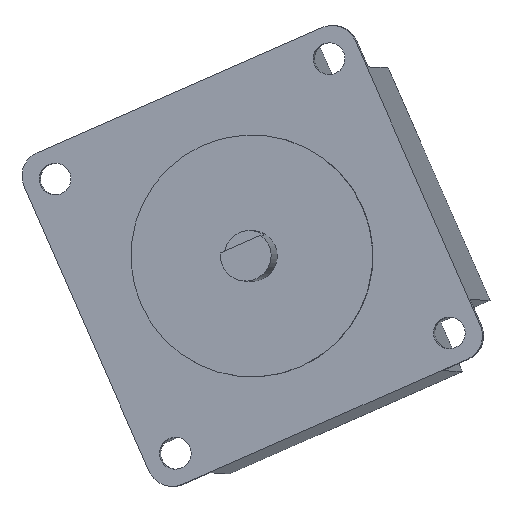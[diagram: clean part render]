
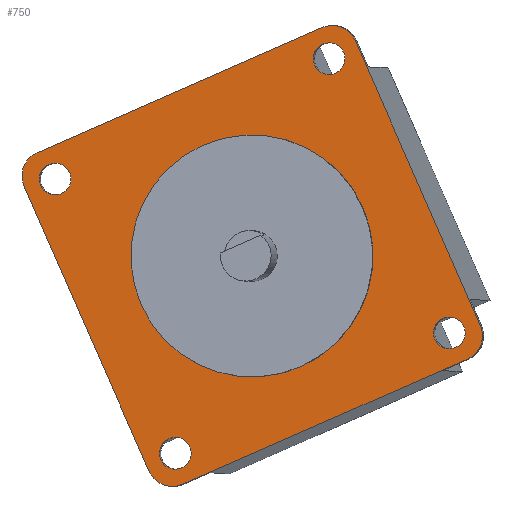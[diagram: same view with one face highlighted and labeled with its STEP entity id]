
A CAD part, top view. The second image highlights one B-rep face of the part: STEP entity #750.
In plain terms, the highlighted planar face has unit normal (-0.041, 0, 0.999).
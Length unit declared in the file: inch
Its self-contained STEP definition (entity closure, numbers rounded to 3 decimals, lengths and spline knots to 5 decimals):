
#15=FACE_BOUND('',#96,.T.);
#16=FACE_BOUND('',#97,.T.);
#17=FACE_BOUND('',#98,.T.);
#18=FACE_BOUND('',#99,.T.);
#19=FACE_BOUND('',#100,.T.);
#26=PLANE('',#836);
#58=FACE_OUTER_BOUND('',#95,.T.);
#95=EDGE_LOOP('',(#536,#537,#538,#539,#540,#541,#542,#543));
#96=EDGE_LOOP('',(#544,#545));
#97=EDGE_LOOP('',(#546,#547));
#98=EDGE_LOOP('',(#548,#549));
#99=EDGE_LOOP('',(#550,#551));
#100=EDGE_LOOP('',(#552,#553));
#144=LINE('',#1176,#211);
#145=LINE('',#1180,#212);
#146=LINE('',#1184,#213);
#147=LINE('',#1188,#214);
#211=VECTOR('',#963,39.37008);
#212=VECTOR('',#966,39.37008);
#213=VECTOR('',#969,39.37008);
#214=VECTOR('',#972,39.37008);
#277=CIRCLE('',#811,0.75);
#280=CIRCLE('',#814,0.75);
#283=CIRCLE('',#818,0.09843);
#284=CIRCLE('',#819,0.09843);
#287=CIRCLE('',#823,0.09843);
#288=CIRCLE('',#824,0.09843);
#291=CIRCLE('',#828,0.09843);
#292=CIRCLE('',#829,0.09843);
#294=CIRCLE('',#832,0.09843);
#295=CIRCLE('',#833,0.09843);
#297=CIRCLE('',#837,0.15748);
#298=CIRCLE('',#838,0.15748);
#299=CIRCLE('',#839,0.15748);
#300=CIRCLE('',#840,0.15748);
#319=VERTEX_POINT('',#1123);
#320=VERTEX_POINT('',#1124);
#325=VERTEX_POINT('',#1137);
#326=VERTEX_POINT('',#1139);
#329=VERTEX_POINT('',#1147);
#330=VERTEX_POINT('',#1149);
#333=VERTEX_POINT('',#1157);
#334=VERTEX_POINT('',#1159);
#337=VERTEX_POINT('',#1166);
#338=VERTEX_POINT('',#1168);
#339=VERTEX_POINT('',#1174);
#340=VERTEX_POINT('',#1175);
#341=VERTEX_POINT('',#1177);
#342=VERTEX_POINT('',#1179);
#343=VERTEX_POINT('',#1181);
#344=VERTEX_POINT('',#1183);
#345=VERTEX_POINT('',#1185);
#346=VERTEX_POINT('',#1187);
#395=EDGE_CURVE('',#319,#320,#277,.T.);
#399=EDGE_CURVE('',#320,#319,#280,.T.);
#403=EDGE_CURVE('',#325,#326,#283,.T.);
#404=EDGE_CURVE('',#326,#325,#284,.T.);
#408=EDGE_CURVE('',#329,#330,#287,.T.);
#409=EDGE_CURVE('',#330,#329,#288,.T.);
#413=EDGE_CURVE('',#333,#334,#291,.T.);
#414=EDGE_CURVE('',#334,#333,#292,.T.);
#417=EDGE_CURVE('',#337,#338,#294,.T.);
#418=EDGE_CURVE('',#338,#337,#295,.T.);
#420=EDGE_CURVE('',#339,#340,#144,.T.);
#421=EDGE_CURVE('',#340,#341,#297,.T.);
#422=EDGE_CURVE('',#341,#342,#145,.T.);
#423=EDGE_CURVE('',#342,#343,#298,.T.);
#424=EDGE_CURVE('',#344,#343,#146,.T.);
#425=EDGE_CURVE('',#344,#345,#299,.T.);
#426=EDGE_CURVE('',#346,#345,#147,.T.);
#427=EDGE_CURVE('',#346,#339,#300,.T.);
#536=ORIENTED_EDGE('',*,*,#420,.T.);
#537=ORIENTED_EDGE('',*,*,#421,.T.);
#538=ORIENTED_EDGE('',*,*,#422,.T.);
#539=ORIENTED_EDGE('',*,*,#423,.T.);
#540=ORIENTED_EDGE('',*,*,#424,.F.);
#541=ORIENTED_EDGE('',*,*,#425,.T.);
#542=ORIENTED_EDGE('',*,*,#426,.F.);
#543=ORIENTED_EDGE('',*,*,#427,.T.);
#544=ORIENTED_EDGE('',*,*,#418,.F.);
#545=ORIENTED_EDGE('',*,*,#417,.F.);
#546=ORIENTED_EDGE('',*,*,#414,.F.);
#547=ORIENTED_EDGE('',*,*,#413,.F.);
#548=ORIENTED_EDGE('',*,*,#409,.F.);
#549=ORIENTED_EDGE('',*,*,#408,.F.);
#550=ORIENTED_EDGE('',*,*,#404,.F.);
#551=ORIENTED_EDGE('',*,*,#403,.F.);
#552=ORIENTED_EDGE('',*,*,#395,.F.);
#553=ORIENTED_EDGE('',*,*,#399,.F.);
#750=ADVANCED_FACE('',(#58,#15,#16,#17,#18,#19),#26,.T.);
#811=AXIS2_PLACEMENT_3D('',#1125,#906,#907);
#814=AXIS2_PLACEMENT_3D('',#1131,#913,#914);
#818=AXIS2_PLACEMENT_3D('',#1140,#922,#923);
#819=AXIS2_PLACEMENT_3D('',#1141,#924,#925);
#823=AXIS2_PLACEMENT_3D('',#1150,#933,#934);
#824=AXIS2_PLACEMENT_3D('',#1151,#935,#936);
#828=AXIS2_PLACEMENT_3D('',#1160,#944,#945);
#829=AXIS2_PLACEMENT_3D('',#1161,#946,#947);
#832=AXIS2_PLACEMENT_3D('',#1169,#953,#954);
#833=AXIS2_PLACEMENT_3D('',#1170,#955,#956);
#836=AXIS2_PLACEMENT_3D('',#1173,#961,#962);
#837=AXIS2_PLACEMENT_3D('',#1178,#964,#965);
#838=AXIS2_PLACEMENT_3D('',#1182,#967,#968);
#839=AXIS2_PLACEMENT_3D('',#1186,#970,#971);
#840=AXIS2_PLACEMENT_3D('',#1189,#973,#974);
#906=DIRECTION('center_axis',(-0.041,0.,
0.999));
#907=DIRECTION('ref_axis',(0.915,0.402,0.037));
#913=DIRECTION('center_axis',(-0.041,0.,
0.999));
#914=DIRECTION('ref_axis',(0.915,0.402,0.037));
#922=DIRECTION('center_axis',(-0.041,0.,
0.999));
#923=DIRECTION('ref_axis',(0.915,0.402,0.037));
#924=DIRECTION('center_axis',(-0.041,0.,
0.999));
#925=DIRECTION('ref_axis',(0.915,0.402,0.037));
#933=DIRECTION('center_axis',(-0.041,0.,
0.999));
#934=DIRECTION('ref_axis',(0.915,0.402,0.037));
#935=DIRECTION('center_axis',(-0.041,0.,
0.999));
#936=DIRECTION('ref_axis',(0.915,0.402,0.037));
#944=DIRECTION('center_axis',(-0.041,0.,
0.999));
#945=DIRECTION('ref_axis',(0.915,0.402,0.037));
#946=DIRECTION('center_axis',(-0.041,0.,
0.999));
#947=DIRECTION('ref_axis',(0.915,0.402,0.037));
#953=DIRECTION('center_axis',(-0.041,0.,
0.999));
#954=DIRECTION('ref_axis',(0.915,0.402,0.037));
#955=DIRECTION('center_axis',(-0.041,0.,
0.999));
#956=DIRECTION('ref_axis',(0.915,0.402,0.037));
#961=DIRECTION('center_axis',(-0.041,0.,
0.999));
#962=DIRECTION('ref_axis',(0.915,0.402,0.037));
#963=DIRECTION('',(0.402,-0.916,0.016));
#964=DIRECTION('center_axis',(-0.041,0.,
0.999));
#965=DIRECTION('ref_axis',(0.915,0.402,0.037));
#966=DIRECTION('',(0.915,0.402,0.037));
#967=DIRECTION('center_axis',(-0.041,0.,
0.999));
#968=DIRECTION('ref_axis',(0.915,0.402,0.037));
#969=DIRECTION('',(0.402,-0.916,0.016));
#970=DIRECTION('center_axis',(-0.041,0.,
0.999));
#971=DIRECTION('ref_axis',(0.915,0.402,0.037));
#972=DIRECTION('',(0.915,0.402,0.037));
#973=DIRECTION('center_axis',(-0.041,0.,
0.999));
#974=DIRECTION('ref_axis',(0.915,0.402,0.037));
#1123=CARTESIAN_POINT('',(-0.49593,-5.44759,17.27136));
#1124=CARTESIAN_POINT('',(0.87646,-4.84473,17.32717));
#1125=CARTESIAN_POINT('Origin',(0.19027,-5.14616,17.29926));
#1131=CARTESIAN_POINT('Origin',(0.19027,-5.14616,17.29926));
#1137=CARTESIAN_POINT('',(-0.37615,-6.40838,17.27623));
#1139=CARTESIAN_POINT('',(-0.19604,-6.32926,17.28355));
#1140=CARTESIAN_POINT('Origin',(-0.28609,-6.36882,17.27989));
#1141=CARTESIAN_POINT('Origin',(-0.28609,-6.36882,17.27989));
#1147=CARTESIAN_POINT('',(-1.12144,-4.70896,17.24592));
#1149=CARTESIAN_POINT('',(-0.94133,-4.62985,17.25325));
#1150=CARTESIAN_POINT('Origin',(-1.03138,-4.66941,17.24958));
#1151=CARTESIAN_POINT('Origin',(-1.03138,-4.66941,17.24958));
#1157=CARTESIAN_POINT('',(0.57658,-3.96306,17.31497));
#1159=CARTESIAN_POINT('',(0.75668,-3.88394,17.3223));
#1160=CARTESIAN_POINT('Origin',(0.66663,-3.9235,17.31863));
#1161=CARTESIAN_POINT('Origin',(0.66663,-3.9235,17.31863));
#1166=CARTESIAN_POINT('',(1.32187,-5.66247,17.34528));
#1168=CARTESIAN_POINT('',(1.50197,-5.58336,17.3526));
#1169=CARTESIAN_POINT('Origin',(1.41192,-5.62292,17.34894));
#1170=CARTESIAN_POINT('Origin',(1.41192,-5.62292,17.34894));
#1173=CARTESIAN_POINT('Origin',(0.19027,-5.14616,17.29926));
#1174=CARTESIAN_POINT('',(-1.22367,-4.71389,17.24177));
#1175=CARTESIAN_POINT('',(-0.44897,-6.48036,17.27327));
#1176=CARTESIAN_POINT('',(-1.28691,-4.56969,17.23919));
#1177=CARTESIAN_POINT('',(-0.24165,-6.56127,17.2817));
#1178=CARTESIAN_POINT('Origin',(-0.30489,-6.41706,17.27913));
#1179=CARTESIAN_POINT('',(1.52336,-5.78593,17.35347));
#1180=CARTESIAN_POINT('',(-0.38573,-6.62456,17.27584));
#1181=CARTESIAN_POINT('',(1.6042,-5.57843,17.35676));
#1182=CARTESIAN_POINT('Origin',(1.46012,-5.64173,17.3509));
#1183=CARTESIAN_POINT('',(0.82951,-3.81197,17.32526));
#1184=CARTESIAN_POINT('',(0.76626,-3.66776,17.32269));
#1185=CARTESIAN_POINT('',(0.62218,-3.73106,17.31683));
#1186=CARTESIAN_POINT('Origin',(0.68542,-3.87526,17.3194));
#1187=CARTESIAN_POINT('',(-1.14283,-4.50639,17.24505));
#1188=CARTESIAN_POINT('',(-1.28691,-4.56969,17.23919));
#1189=CARTESIAN_POINT('Origin',(-1.07959,-4.6506,17.24762));
